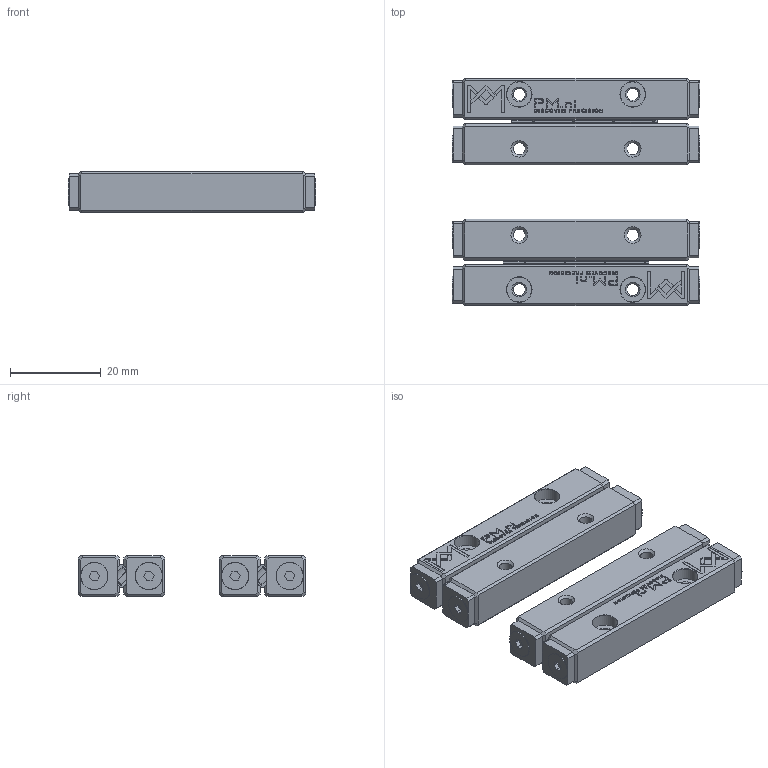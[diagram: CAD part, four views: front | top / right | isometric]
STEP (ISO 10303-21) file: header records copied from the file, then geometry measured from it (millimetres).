
FILE_DESCRIPTION(/* description */ (''),/* implementation_level */ '2;1');
FILE_NAME(/* name */ 'Set RNG-4050x7KRE_stp.stp',/* time_stamp */ '2025-04-28T08:20:01+02:00',/* author */ (''),/* organization */ (''),/* preprocessor_version */ 'ST-DEVELOPER v16.7',/* originating_system */ 'SIEMENS PLM Software NX 12.0',/* authorisation */ '');
FILE_SCHEMA (('AUTOMOTIVE_DESIGN { 1 0 10303 214 3 1 1 1 }'));
Products named in the file (2): 028196_A_4-Roller Cage R4x7KRE Assy; Set RNG-4050x7KRE_stp
Assembly tree (2 placements, depth 2):
  Set RNG-4050x7KRE_stp
    028196_A_4-Roller Cage R4x7KRE Assy  x2
Bounding box: 54.4 x 50 x 9 mm (x, y, z)
Volume: 15678.5 mm3; surface area: 14492 mm2
Topology: 38 solids, 38 shells, 2166 faces, 5756 edges, 3794 vertices
Faces by surface type: plane 1268, bspline 360, cylinder 326, torus 112, cone 100
Full cylindrical faces by diameter (mm): 0.5 x64, 2 x16, 2.26 x8, 2.65 x8, 3 x8, 3.2 x8, 3.5 x8, 4 x14, 5.5 x8, 6 x8
Entity records: 76183 total; most frequent: CARTESIAN_POINT 17177, ORIENTED_EDGE 10832, DIRECTION 9202, EDGE_CURVE 5416, VERTEX_POINT 3712, LINE 3616, VECTOR 3616, AXIS2_PLACEMENT_3D 2793
